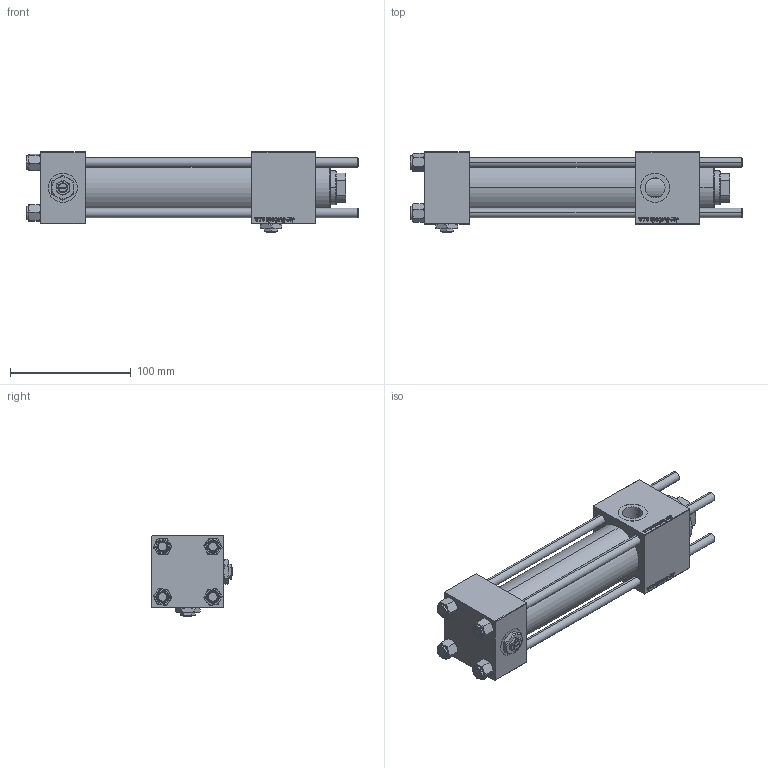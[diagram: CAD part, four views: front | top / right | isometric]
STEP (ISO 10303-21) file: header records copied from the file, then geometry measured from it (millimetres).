
FILE_DESCRIPTION (( 'STEP AP203' ), '1' );
FILE_NAME ('e689.STEP', '2022-05-06T13:01:26', ( '' ), ( '' ), 'SwSTEP 2.0', 'SolidWorks 2019', '' );
FILE_SCHEMA (( 'CONFIG_CONTROL_DESIGN' ));
Length unit declared in the file: millimetre
Products named in the file (7): V215_VC_A 56b7c7f86b122591c29bc24e625192e6; V215CR_VCP_B 56b7c7f86b122591c29bc24e625192e6; Zatka_pro_OIL_PORT 56b7c7f86b122591c29bc24e625192e6; e689; V215CR_B_TYCINKA 56b7c7f86b122591c29bc24e625192e6; NUT_M5_B 56b7c7f86b122591c29bc24e625192e6; V215CR_B-1 56b7c7f86b122591c29bc24e625192e6
Assembly tree (13 placements, depth 2):
  e689
    V215CR_B-1 56b7c7f86b122591c29bc24e625192e6
    V215CR_VCP_B 56b7c7f86b122591c29bc24e625192e6
    NUT_M5_B 56b7c7f86b122591c29bc24e625192e6  x4
    V215CR_B_TYCINKA 56b7c7f86b122591c29bc24e625192e6  x4
    V215_VC_A 56b7c7f86b122591c29bc24e625192e6
    Zatka_pro_OIL_PORT 56b7c7f86b122591c29bc24e625192e6  x2
Bounding box: 275 x 67 x 67 mm (x, y, z)
Volume: 529225.6 mm3; surface area: 159935.3 mm2
Topology: 13 solids, 13 shells, 1266 faces, 3184 edges, 2053 vertices
Faces by surface type: bspline 504, plane 482, cone 178, cylinder 94, torus 8
Entity records: 59047 total; most frequent: CARTESIAN_POINT 34702, ORIENTED_EDGE 5668, DIRECTION 3208, EDGE_CURVE 2834, VERTEX_POINT 1851, LINE 1498, VECTOR 1498, EDGE_LOOP 1235
